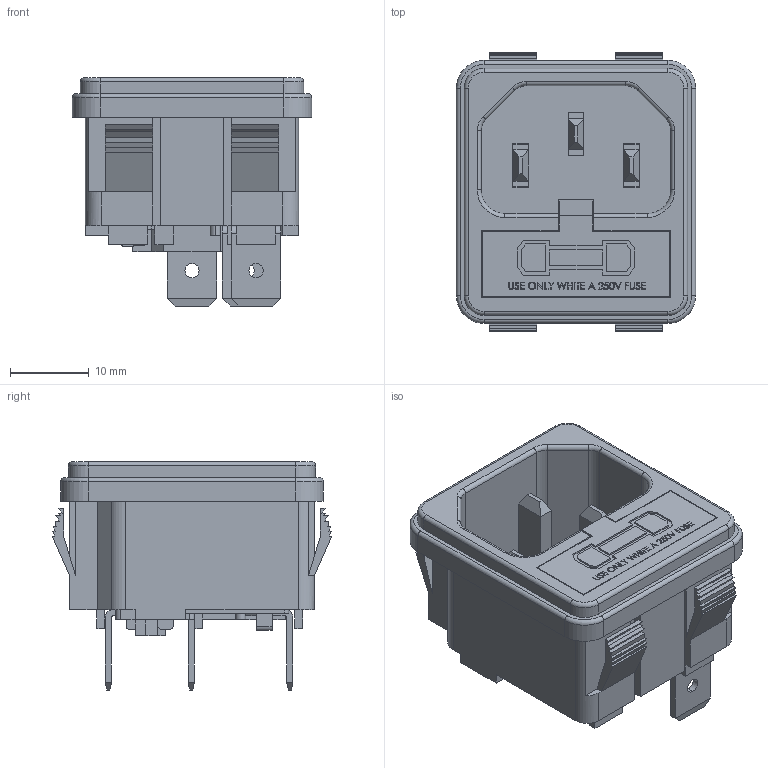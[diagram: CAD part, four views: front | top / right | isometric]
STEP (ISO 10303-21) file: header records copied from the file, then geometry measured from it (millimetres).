
FILE_DESCRIPTION (( 'STEP AP214' ), '1' );
FILE_NAME ('723W.STEP', '2014-04-03T01:51:31', ( 'USER' ), ( 'NONE' ), 'SwSTEP 2.0', 'SolidWorks 2010', '' );
FILE_SCHEMA (( 'AUTOMOTIVE_DESIGN' ));
Length unit declared in the file: millimetre
Products named in the file (1): 723W
Bounding box: 30.3 x 35.4 x 28.9 mm (x, y, z)
Volume: 8309.1 mm3; surface area: 10943.8 mm2
Topology: 11 solids, 11 shells, 805 faces, 2179 edges, 1434 vertices
Faces by surface type: plane 648, bspline 75, cylinder 68, torus 14
Entity records: 40572 total; most frequent: CARTESIAN_POINT 11640, ORIENTED_EDGE 4358, DIRECTION 3643, EDGE_CURVE 2179, VECTOR 1877, LINE 1877, VERTEX_POINT 1434, AXIS2_PLACEMENT_3D 883
